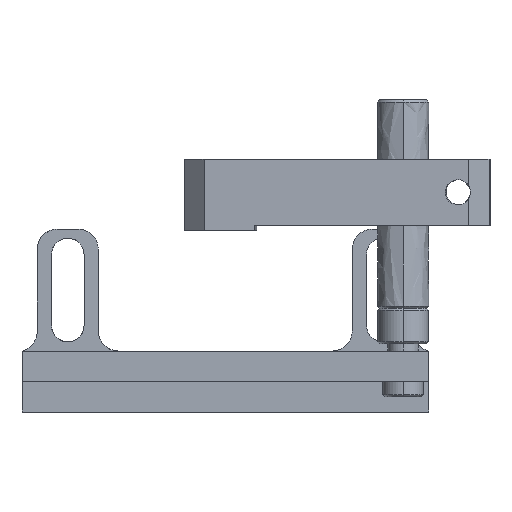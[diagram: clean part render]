
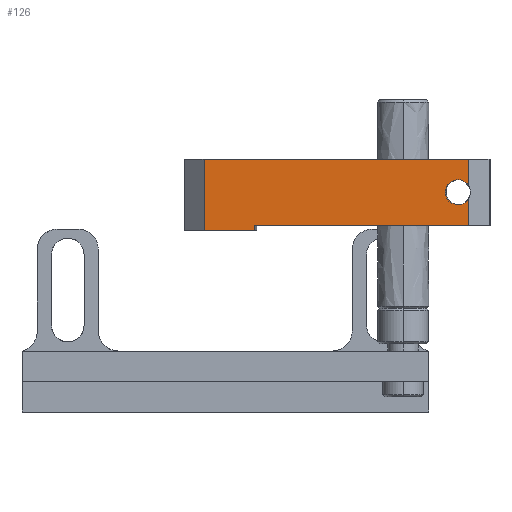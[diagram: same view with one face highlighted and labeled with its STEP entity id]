
A CAD part, front view. The second image highlights one B-rep face of the part: STEP entity #126.
In plain terms, the highlighted planar face has unit normal (-0.018, -1, 0).
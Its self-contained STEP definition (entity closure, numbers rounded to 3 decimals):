
#126=ADVANCED_FACE('',(#226),#1664,.T.);
#226=FACE_OUTER_BOUND('',#345,.T.);
#345=EDGE_LOOP('',(#820,#821,#822,#823,#824,#825,#826,#827,#828));
#820=ORIENTED_EDGE('',*,*,#1093,.F.);
#821=ORIENTED_EDGE('',*,*,#1142,.F.);
#822=ORIENTED_EDGE('',*,*,#1103,.F.);
#823=ORIENTED_EDGE('',*,*,#1143,.T.);
#824=ORIENTED_EDGE('',*,*,#1144,.T.);
#825=ORIENTED_EDGE('',*,*,#1145,.F.);
#826=ORIENTED_EDGE('',*,*,#1131,.F.);
#827=ORIENTED_EDGE('',*,*,#1146,.F.);
#828=ORIENTED_EDGE('',*,*,#1099,.F.);
#1093=EDGE_CURVE('',#1572,#1573,#1415,.T.);
#1099=EDGE_CURVE('',#1573,#1578,#1235,.T.);
#1103=EDGE_CURVE('',#1581,#1577,#1239,.T.);
#1131=EDGE_CURVE('',#1606,#1611,#1253,.T.);
#1142=EDGE_CURVE('',#1577,#1572,#1438,.T.);
#1143=EDGE_CURVE('',#1581,#1619,#1261,.T.);
#1144=EDGE_CURVE('',#1619,#1614,#1262,.T.);
#1145=EDGE_CURVE('',#1611,#1614,#1263,.T.);
#1146=EDGE_CURVE('',#1578,#1606,#1264,.T.);
#1235=B_SPLINE_CURVE_WITH_KNOTS('',1,(#3656,#3657),.UNSPECIFIED.,.F.,.F.,
(2,2),(0.,2.581),.UNSPECIFIED.);
#1239=B_SPLINE_CURVE_WITH_KNOTS('',1,(#3664,#3665),.UNSPECIFIED.,.F.,.F.,
(2,2),(0.,2.581),.UNSPECIFIED.);
#1253=B_SPLINE_CURVE_WITH_KNOTS('',1,(#3746,#3747),.UNSPECIFIED.,.F.,.F.,
(2,2),(-0.5,0.),.UNSPECIFIED.);
#1261=B_SPLINE_CURVE_WITH_KNOTS('',1,(#3782,#3783),.UNSPECIFIED.,.F.,.F.,
(2,2),(-26.,0.),.UNSPECIFIED.);
#1262=B_SPLINE_CURVE_WITH_KNOTS('',1,(#3784,#3785),.UNSPECIFIED.,.F.,.F.,
(2,2),(-7.,0.),.UNSPECIFIED.);
#1263=B_SPLINE_CURVE_WITH_KNOTS('',1,(#3786,#3787),.UNSPECIFIED.,.F.,.F.,
(2,2),(-5.,0.),.UNSPECIFIED.);
#1264=B_SPLINE_CURVE_WITH_KNOTS('',1,(#3788,#3789),.UNSPECIFIED.,.F.,.F.,
(2,2),(-21.,0.),.UNSPECIFIED.);
#1415=(
BOUNDED_CURVE()
B_SPLINE_CURVE(2,(#3636,#3637,#3638,#3639,#3640),.UNSPECIFIED.,.F.,.F.)
B_SPLINE_CURVE_WITH_KNOTS((3,2,3),(-3.155,-1.216,
0.),.UNSPECIFIED.)
CURVE()
GEOMETRIC_REPRESENTATION_ITEM()
RATIONAL_B_SPLINE_CURVE((1.,0.707,1.,0.879,1.))
REPRESENTATION_ITEM('')
);
#1438=(
BOUNDED_CURVE()
B_SPLINE_CURVE(2,(#3777,#3778,#3779,#3780,#3781),.UNSPECIFIED.,.F.,.F.)
B_SPLINE_CURVE_WITH_KNOTS((3,2,3),(-6.31,-4.732,
-3.155),.UNSPECIFIED.)
CURVE()
GEOMETRIC_REPRESENTATION_ITEM()
RATIONAL_B_SPLINE_CURVE((1.,0.801,1.,0.801,1.))
REPRESENTATION_ITEM('')
);
#1572=VERTEX_POINT('',#3578);
#1573=VERTEX_POINT('',#3579);
#1577=VERTEX_POINT('',#3583);
#1578=VERTEX_POINT('',#3584);
#1581=VERTEX_POINT('',#3587);
#1606=VERTEX_POINT('',#3612);
#1611=VERTEX_POINT('',#3617);
#1614=VERTEX_POINT('',#3620);
#1619=VERTEX_POINT('',#3625);
#1664=PLANE('',#1784);
#1784=AXIS2_PLACEMENT_3D('',#3459,#1830,$);
#1830=DIRECTION('',(-0.018,-1.,0.));
#3459=CARTESIAN_POINT('',(23.612,-8.293,25.7));
#3578=CARTESIAN_POINT('',(18.63,-8.205,21.63));
#3579=CARTESIAN_POINT('',(20.891,-8.245,20.961));
#3583=CARTESIAN_POINT('',(20.891,-8.245,22.299));
#3584=CARTESIAN_POINT('',(20.891,-8.245,18.38));
#3587=CARTESIAN_POINT('',(20.891,-8.245,24.88));
#3612=CARTESIAN_POINT('',(-0.106,-7.875,18.38));
#3617=CARTESIAN_POINT('',(-0.106,-7.875,17.88));
#3620=CARTESIAN_POINT('',(-5.105,-7.787,17.88));
#3625=CARTESIAN_POINT('',(-5.105,-7.787,24.88));
#3636=CARTESIAN_POINT('',(18.63,-8.205,21.63));
#3637=CARTESIAN_POINT('',(18.63,-8.205,20.4));
#3638=CARTESIAN_POINT('',(19.859,-8.227,20.4));
#3639=CARTESIAN_POINT('',(20.527,-8.239,20.4));
#3640=CARTESIAN_POINT('',(20.891,-8.245,20.961));
#3656=CARTESIAN_POINT('',(20.891,-8.245,20.961));
#3657=CARTESIAN_POINT('',(20.891,-8.245,18.38));
#3664=CARTESIAN_POINT('',(20.891,-8.245,24.88));
#3665=CARTESIAN_POINT('',(20.891,-8.245,22.299));
#3746=CARTESIAN_POINT('',(-0.106,-7.875,18.38));
#3747=CARTESIAN_POINT('',(-0.106,-7.875,17.88));
#3777=CARTESIAN_POINT('',(20.891,-8.245,22.299));
#3778=CARTESIAN_POINT('',(20.391,-8.236,23.069));
#3779=CARTESIAN_POINT('',(19.511,-8.221,22.809));
#3780=CARTESIAN_POINT('',(18.63,-8.205,22.548));
#3781=CARTESIAN_POINT('',(18.63,-8.205,21.63));
#3782=CARTESIAN_POINT('',(20.891,-8.245,24.88));
#3783=CARTESIAN_POINT('',(-5.105,-7.787,24.88));
#3784=CARTESIAN_POINT('',(-5.105,-7.787,24.88));
#3785=CARTESIAN_POINT('',(-5.105,-7.787,17.88));
#3786=CARTESIAN_POINT('',(-0.106,-7.875,17.88));
#3787=CARTESIAN_POINT('',(-5.105,-7.787,17.88));
#3788=CARTESIAN_POINT('',(20.891,-8.245,18.38));
#3789=CARTESIAN_POINT('',(-0.106,-7.875,18.38));
